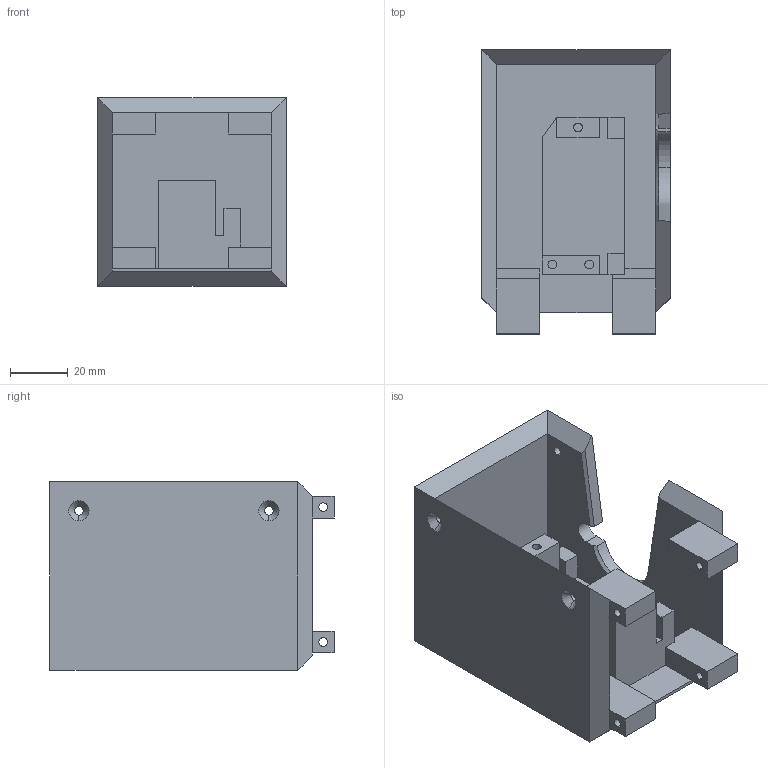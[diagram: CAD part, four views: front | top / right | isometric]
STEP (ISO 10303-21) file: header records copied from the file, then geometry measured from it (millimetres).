
FILE_DESCRIPTION (( 'STEP AP203' ), '1' );
FILE_NAME ('Hull (2)(Mirror).STEP', '2024-07-11T18:30:39', ( '微软用户' ), ( '微软中国' ), 'SwSTEP 2.0', 'SolidWorks 2023', '' );
FILE_SCHEMA (( 'CONFIG_CONTROL_DESIGN' ));
Length unit declared in the file: millimetre
Products named in the file (1): Hull (2)(Mirror)
Bounding box: 65 x 98.04 x 65 mm (x, y, z)
Volume: 123611.3 mm3; surface area: 46474.6 mm2
Topology: 1 solids, 1 shells, 102 faces, 263 edges, 166 vertices
Faces by surface type: plane 68, cylinder 25, cone 9
Entity records: 3172 total; most frequent: CARTESIAN_POINT 535, DIRECTION 527, ORIENTED_EDGE 526, EDGE_CURVE 263, LINE 203, VECTOR 203, VERTEX_POINT 166, AXIS2_PLACEMENT_3D 162
